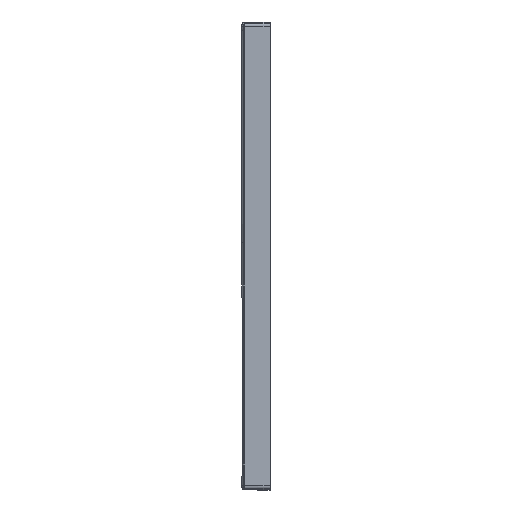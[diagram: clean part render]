
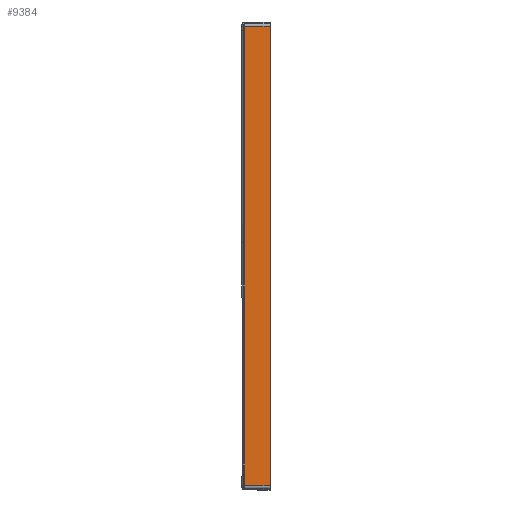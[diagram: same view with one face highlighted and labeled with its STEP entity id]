
A CAD part, left-side view. The second image highlights one B-rep face of the part: STEP entity #9384.
In plain terms, the highlighted planar face has unit normal (-1, 0, 0).
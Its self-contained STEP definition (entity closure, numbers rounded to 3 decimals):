
#1948=DIRECTION('',(0.,0.,-1.));
#1949=VECTOR('',#1948,5.007);
#1950=CARTESIAN_POINT('',(-750.,-5.116,45.));
#1951=LINE('',#1950,#1949);
#1964=CARTESIAN_POINT('',(-750.,-5.116,45.));
#1965=CARTESIAN_POINT('',(-750.,-5.116,
48.698));
#1966=CARTESIAN_POINT('',(-750.,-5.116,56.46));
#1967=CARTESIAN_POINT('',(-750.,-5.116,69.477));
#1968=CARTESIAN_POINT('',(-750.,-5.115,83.04));
#1969=CARTESIAN_POINT('',(-750.,-5.114,97.367));
#1970=CARTESIAN_POINT('',(-750.,-5.113,112.994));
#1971=CARTESIAN_POINT('',(-750.,-5.111,128.106));
#1972=CARTESIAN_POINT('',(-750.,-5.11,142.981));
#1973=CARTESIAN_POINT('',(-750.,-5.108,157.475));
#1974=CARTESIAN_POINT('',(-750.,-5.106,171.656));
#1975=CARTESIAN_POINT('',(-750.,-5.103,185.107));
#1976=CARTESIAN_POINT('',(-750.,-5.101,196.578));
#1977=CARTESIAN_POINT('',(-750.,-5.099,208.95));
#1978=CARTESIAN_POINT('',(-750.,-5.097,221.211));
#1979=CARTESIAN_POINT('',(-750.,-5.094,234.967));
#1980=CARTESIAN_POINT('',(-750.,-5.091,247.934));
#1981=CARTESIAN_POINT('',(-750.,-5.088,262.12));
#1982=CARTESIAN_POINT('',(-750.,-5.086,275.192));
#1983=CARTESIAN_POINT('',(-750.,-5.083,289.33));
#1984=CARTESIAN_POINT('',(-750.,-5.079,303.36));
#1985=CARTESIAN_POINT('',(-750.,-5.076,318.258));
#1986=CARTESIAN_POINT('',(-750.,-5.073,332.866));
#1987=CARTESIAN_POINT('',(-750.,-5.069,347.74));
#1988=CARTESIAN_POINT('',(-750.,-5.066,362.349));
#1989=CARTESIAN_POINT('',(-750.,-5.062,376.731));
#1990=CARTESIAN_POINT('',(-750.,-5.059,391.711));
#1991=CARTESIAN_POINT('',(-750.,-5.056,406.379));
#1992=CARTESIAN_POINT('',(-750.,-5.053,
417.04));
#1993=CARTESIAN_POINT('',(-750.,-5.052,422.5));
#1995=CARTESIAN_POINT('',(-750.,-5.052,422.5));
#1996=CARTESIAN_POINT('',(-750.,-5.048,439.364));
#1997=CARTESIAN_POINT('',(-750.,-5.041,471.531));
#1998=CARTESIAN_POINT('',(-750.,-5.031,517.908));
#1999=CARTESIAN_POINT('',(-750.,-5.023,560.953));
#2000=CARTESIAN_POINT('',(-750.,-5.017,601.728));
#2001=CARTESIAN_POINT('',(-750.,-5.011,640.624));
#2002=CARTESIAN_POINT('',(-750.,-5.007,677.243));
#2003=CARTESIAN_POINT('',(-750.,-5.004,710.813));
#2004=CARTESIAN_POINT('',(-750.,-5.002,740.792));
#2005=CARTESIAN_POINT('',(-750.,-5.,767.763));
#2006=CARTESIAN_POINT('',(-750.,-5.,784.751));
#2007=CARTESIAN_POINT('',(-750.,-5.,793.));
#2009=DIRECTION('',(0.,0.,-1.));
#2010=VECTOR('',#2009,786.);
#2011=CARTESIAN_POINT('',(-750.,-48.,793.));
#2012=LINE('',#2011,#2010);
#2013=DIRECTION('',(0.,1.,0.));
#2014=VECTOR('',#2013,42.98);
#2015=CARTESIAN_POINT('',(-750.,-48.,7.));
#2016=LINE('',#2015,#2014);
#2017=DIRECTION('',(0.,-0.003,1.));
#2018=VECTOR('',#2017,32.993);
#2019=CARTESIAN_POINT('',(-750.,-5.02,
7.));
#2020=LINE('',#2019,#2018);
#2985=DIRECTION('',(0.,1.,0.));
#2986=VECTOR('',#2985,43.);
#2987=CARTESIAN_POINT('',(-750.,-48.,793.));
#2988=LINE('',#2987,#2986);
#6209=CARTESIAN_POINT('',(-750.,-5.116,45.));
#6210=VERTEX_POINT('',#6209);
#6211=CARTESIAN_POINT('',(-750.,-5.116,
39.993));
#6212=VERTEX_POINT('',#6211);
#6213=VERTEX_POINT('',#1993);
#6215=VERTEX_POINT('',#2007);
#6216=CARTESIAN_POINT('',(-750.,-48.,793.));
#6217=VERTEX_POINT('',#6216);
#6218=CARTESIAN_POINT('',(-750.,-48.,7.));
#6219=VERTEX_POINT('',#6218);
#6220=CARTESIAN_POINT('',(-750.,-5.02,
7.));
#6221=VERTEX_POINT('',#6220);
#9365=CARTESIAN_POINT('',(-750.,0.,0.));
#9366=DIRECTION('',(-1.,0.,0.));
#9367=DIRECTION('',(0.,0.,1.));
#9368=AXIS2_PLACEMENT_3D('',#9365,#9366,#9367);
#9369=PLANE('',#9368);
#9370=ORIENTED_EDGE('',*,*,#9291,.F.);
#9371=ORIENTED_EDGE('',*,*,#9355,.T.);
#9373=ORIENTED_EDGE('',*,*,#9372,.T.);
#9375=ORIENTED_EDGE('',*,*,#9374,.F.);
#9377=ORIENTED_EDGE('',*,*,#9376,.T.);
#9379=ORIENTED_EDGE('',*,*,#9378,.T.);
#9381=ORIENTED_EDGE('',*,*,#9380,.T.);
#9382=EDGE_LOOP('',(#9370,#9371,#9373,#9375,#9377,#9379,#9381));
#9383=FACE_OUTER_BOUND('',#9382,.F.);
#9384=ADVANCED_FACE('',(#9383),#9369,.T.);
#1994=B_SPLINE_CURVE_WITH_KNOTS('',3,(#1964,#1965,#1966,#1967,#1968,#1969,#1970,
#1971,#1972,#1973,#1974,#1975,#1976,#1977,#1978,#1979,#1980,#1981,#1982,#1983,
#1984,#1985,#1986,#1987,#1988,#1989,#1990,#1991,#1992,#1993),.UNSPECIFIED.,.F.,
.F.,(4,1,1,1,1,1,1,1,1,1,1,1,1,1,1,1,1,1,1,1,1,1,1,1,1,1,1,4),(0.,
0.037,0.074,0.111,0.148,
0.185,0.222,0.259,0.296,
0.333,0.37,0.407,0.444,
0.481,0.519,0.556,0.593,
0.63,0.667,0.704,0.741,
0.778,0.815,0.852,0.889,
0.926,0.963,1.),.UNSPECIFIED.);
#2008=B_SPLINE_CURVE_WITH_KNOTS('',3,(#1995,#1996,#1997,#1998,#1999,#2000,#2001,
#2002,#2003,#2004,#2005,#2006,#2007),.UNSPECIFIED.,.F.,.F.,(4,1,1,1,1,1,1,1,1,1,
4),(0.,0.137,0.26,0.376,
0.485,0.591,0.69,0.782,
0.862,0.933,1.),.UNSPECIFIED.);
#9291=EDGE_CURVE('',#6210,#6212,#1951,.T.);
#9355=EDGE_CURVE('',#6210,#6213,#1994,.T.);
#9372=EDGE_CURVE('',#6213,#6215,#2008,.T.);
#9374=EDGE_CURVE('',#6217,#6215,#2988,.T.);
#9376=EDGE_CURVE('',#6217,#6219,#2012,.T.);
#9378=EDGE_CURVE('',#6219,#6221,#2016,.T.);
#9380=EDGE_CURVE('',#6221,#6212,#2020,.T.);
